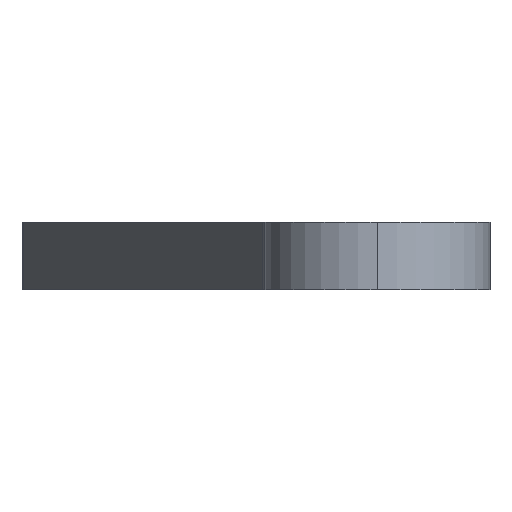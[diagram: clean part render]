
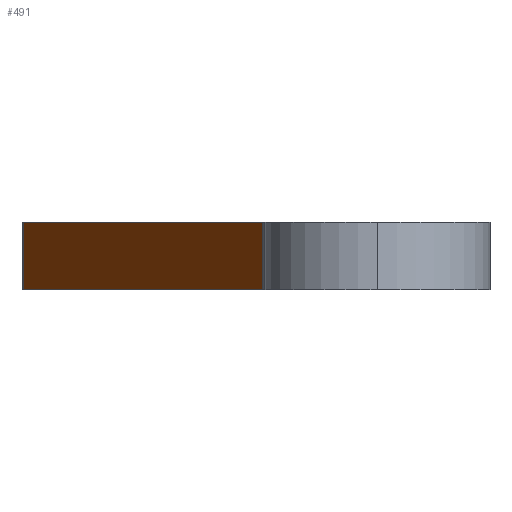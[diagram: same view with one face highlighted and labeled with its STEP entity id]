
A CAD part, left-side view. The second image highlights one B-rep face of the part: STEP entity #491.
In plain terms, the highlighted planar face has unit normal (-0.38, 0.925, 0).
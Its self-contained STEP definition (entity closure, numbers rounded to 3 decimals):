
#62 = CARTESIAN_POINT ( 'NONE',  ( 20.05, 5., 1.5 ) ) ;
#76 = VERTEX_POINT ( 'NONE', #81 ) ;
#78 = EDGE_CURVE ( 'NONE', #574, #76, #436, .T. ) ;
#81 = CARTESIAN_POINT ( 'NONE',  ( 20.233, 5.075, 1.5 ) ) ;
#88 = LINE ( 'NONE', #1194, #1068 ) ;
#105 = VECTOR ( 'NONE', #486, 1000. ) ;
#106 = ORIENTED_EDGE ( 'NONE', *, *, #715, .T. ) ;
#219 = LINE ( 'NONE', #577, #105 ) ;
#244 = DIRECTION ( 'NONE',  ( 0.925, 0.38, 0. ) ) ;
#251 = DIRECTION ( 'NONE',  ( 0.38, -0.925, 0. ) ) ;
#299 = VERTEX_POINT ( 'NONE', #499 ) ;
#334 = EDGE_CURVE ( 'NONE', #299, #721, #219, .T. ) ;
#422 = ORIENTED_EDGE ( 'NONE', *, *, #334, .T. ) ;
#435 = CARTESIAN_POINT ( 'NONE',  ( 46.008, 15.673, 1.5 ) ) ;
#436 = LINE ( 'NONE', #1177, #678 ) ;
#457 = CARTESIAN_POINT ( 'NONE',  ( 20.233, 5.075, -1.5 ) ) ;
#486 = DIRECTION ( 'NONE',  ( -0.925, -0.38, 0. ) ) ;
#491 = ADVANCED_FACE ( 'NONE', ( #1174 ), #1070, .F. ) ;
#499 = CARTESIAN_POINT ( 'NONE',  ( 46.008, 15.673, -1.5 ) ) ;
#513 = ORIENTED_EDGE ( 'NONE', *, *, #78, .F. ) ;
#534 = CARTESIAN_POINT ( 'NONE',  ( 20.233, 5.075, 1.5 ) ) ;
#574 = VERTEX_POINT ( 'NONE', #435 ) ;
#577 = CARTESIAN_POINT ( 'NONE',  ( 20.05, 5., -1.5 ) ) ;
#614 = LINE ( 'NONE', #534, #1129 ) ;
#629 = EDGE_CURVE ( 'NONE', #721, #76, #614, .T. ) ;
#678 = VECTOR ( 'NONE', #804, 1000. ) ;
#715 = EDGE_CURVE ( 'NONE', #574, #299, #88, .T. ) ;
#721 = VERTEX_POINT ( 'NONE', #457 ) ;
#724 = DIRECTION ( 'NONE',  ( 0., 0., -1. ) ) ;
#790 = AXIS2_PLACEMENT_3D ( 'NONE', #62, #251, #244 ) ;
#804 = DIRECTION ( 'NONE',  ( -0.925, -0.38, 0. ) ) ;
#850 = ORIENTED_EDGE ( 'NONE', *, *, #629, .T. ) ;
#899 = DIRECTION ( 'NONE',  ( 0., 0., 1. ) ) ;
#1068 = VECTOR ( 'NONE', #724, 1000. ) ;
#1070 = PLANE ( 'NONE',  #790 ) ;
#1096 = EDGE_LOOP ( 'NONE', ( #422, #850, #513, #106 ) ) ;
#1129 = VECTOR ( 'NONE', #899, 1000. ) ;
#1174 = FACE_OUTER_BOUND ( 'NONE', #1096, .T. ) ;
#1177 = CARTESIAN_POINT ( 'NONE',  ( 20.05, 5., 1.5 ) ) ;
#1194 = CARTESIAN_POINT ( 'NONE',  ( 46.008, 15.673, 1.5 ) ) ;
